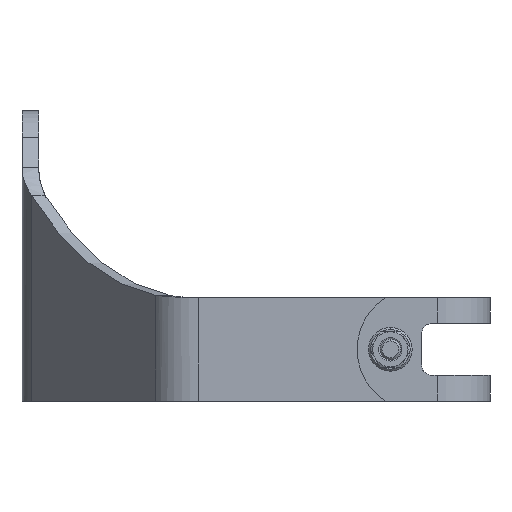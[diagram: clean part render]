
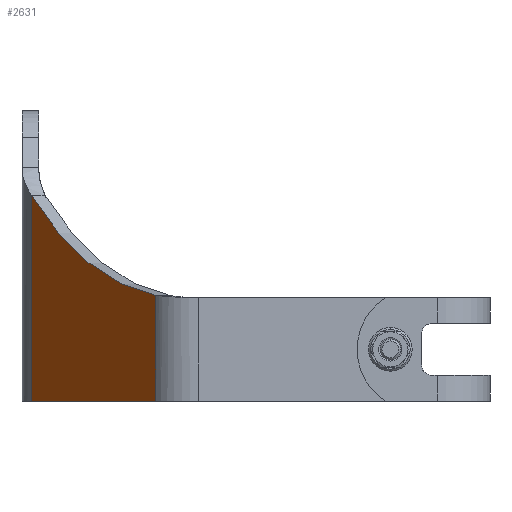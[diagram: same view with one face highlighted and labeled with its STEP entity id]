
A CAD part, left-side view. The second image highlights one B-rep face of the part: STEP entity #2631.
In plain terms, the highlighted planar face has unit normal (-0.574, 0.819, 0).
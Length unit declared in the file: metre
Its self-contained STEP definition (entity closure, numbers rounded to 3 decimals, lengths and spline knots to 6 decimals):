
#22 = CARTESIAN_POINT ( 'NONE',  ( -0.084108, -0.004612, 0.07 ) ) ;
#59 = DIRECTION ( 'NONE',  ( 0., 0., -1. ) ) ;
#61 = CARTESIAN_POINT ( 'NONE',  ( -0.084108, -0.004612, -0.07 ) ) ;
#424 = CARTESIAN_POINT ( 'NONE',  ( -0.084108, -0.004612, 0.029294 ) ) ;
#483 = EDGE_CURVE ( 'NONE', #592, #5797, #1914, .T. ) ;
#592 = VERTEX_POINT ( 'NONE', #2130 ) ;
#719 = ORIENTED_EDGE ( 'NONE', *, *, #483, .F. ) ;
#893 = CARTESIAN_POINT ( 'NONE',  ( -0.169619, -0.064487, 0.07 ) ) ;
#1063 = VECTOR ( 'NONE', #4198, 1. ) ;
#1914 = LINE ( 'NONE', #893, #1063 ) ;
#2057 = CARTESIAN_POINT ( 'NONE',  ( -0.084108, -0.004612, 0.07 ) ) ;
#2130 = CARTESIAN_POINT ( 'NONE',  ( -0.169619, -0.064487, -0.018955 ) ) ;
#2230 = DIRECTION ( 'NONE',  ( -0.819, -0.574, 0. ) ) ;
#2541 = VERTEX_POINT ( 'NONE', #424 ) ;
#2631 = ADVANCED_FACE ( 'NONE', ( #3724 ), #2667, .F. ) ;
#2634 = CARTESIAN_POINT ( 'NONE',  ( -0.169619, -0.064487, -0.07 ) ) ;
#2667 = PLANE ( 'NONE',  #6581 ) ;
#2789 = EDGE_CURVE ( 'NONE', #2541, #4200, #4884, .T. ) ;
#2841 = VECTOR ( 'NONE', #2230, 1. ) ;
#3506 = EDGE_LOOP ( 'NONE', ( #5280, #6329, #7004, #719 ) ) ;
#3691 = DIRECTION ( 'NONE',  ( 0.819, 0.574, 0. ) ) ;
#3724 = FACE_OUTER_BOUND ( 'NONE', #3506, .T. ) ;
#3757 = AXIS2_PLACEMENT_3D ( 'NONE', #4345, #4769, #6363 ) ;
#3761 = CIRCLE ( 'NONE', #3757, 0.18 ) ;
#4198 = DIRECTION ( 'NONE',  ( 0., 0., -1. ) ) ;
#4200 = VERTEX_POINT ( 'NONE', #6207 ) ;
#4345 = CARTESIAN_POINT ( 'NONE',  ( -0.185485, -0.075596, 0.16 ) ) ;
#4750 = DIRECTION ( 'NONE',  ( 0.574, -0.819, 0. ) ) ;
#4769 = DIRECTION ( 'NONE',  ( -0.574, 0.819, 0. ) ) ;
#4884 = LINE ( 'NONE', #22, #6473 ) ;
#5280 = ORIENTED_EDGE ( 'NONE', *, *, #6538, .F. ) ;
#5774 = EDGE_CURVE ( 'NONE', #4200, #5797, #5971, .T. ) ;
#5797 = VERTEX_POINT ( 'NONE', #2634 ) ;
#5971 = LINE ( 'NONE', #61, #2841 ) ;
#6207 = CARTESIAN_POINT ( 'NONE',  ( -0.084108, -0.004612, -0.07 ) ) ;
#6329 = ORIENTED_EDGE ( 'NONE', *, *, #2789, .T. ) ;
#6363 = DIRECTION ( 'NONE',  ( -0.819, -0.574, 0. ) ) ;
#6473 = VECTOR ( 'NONE', #59, 1. ) ;
#6538 = EDGE_CURVE ( 'NONE', #2541, #592, #3761, .T. ) ;
#6581 = AXIS2_PLACEMENT_3D ( 'NONE', #2057, #4750, #3691 ) ;
#7004 = ORIENTED_EDGE ( 'NONE', *, *, #5774, .T. ) ;
